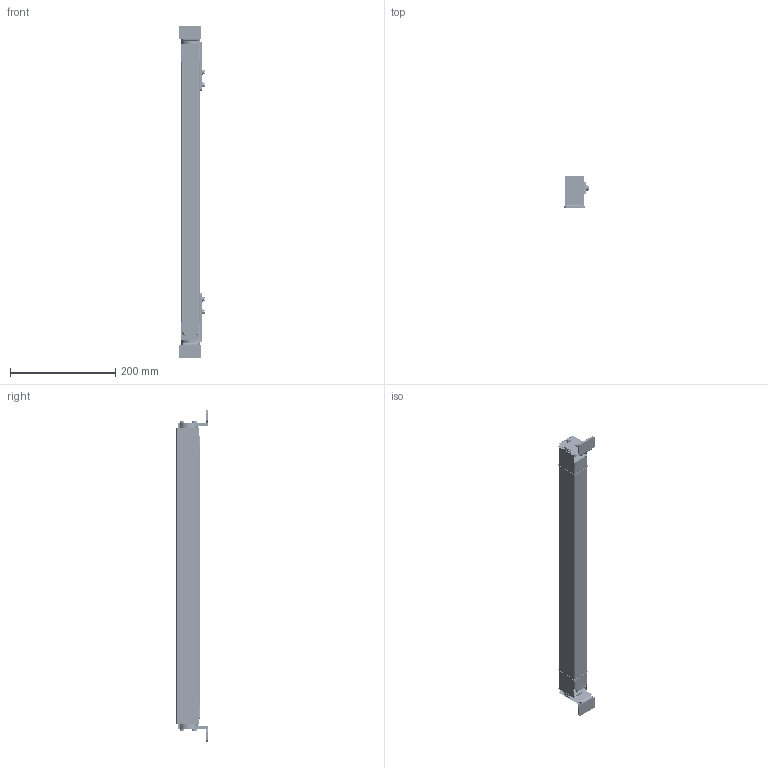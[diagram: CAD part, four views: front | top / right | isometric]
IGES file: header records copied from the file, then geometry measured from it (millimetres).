
Start section:  PTC IGES file: 192994.igs
Global section: file name: 192994.igs; native system: Creo Parametric by PTC Inc.; preprocessor: 2016260; author: pdmadmin; organization: Unknown; date: 20180305.181900; units: millimetre
Bounding box: 47.85 x 61.51 x 632.06 mm (x, y, z)
Volume: 438926.9 mm3; surface area: 1620886.4 mm2
Topology: 37 solids, 57 shells, 7332 faces, 38302 edges, 48504 vertices
Faces by surface type: bspline 3924, revolution 3408
